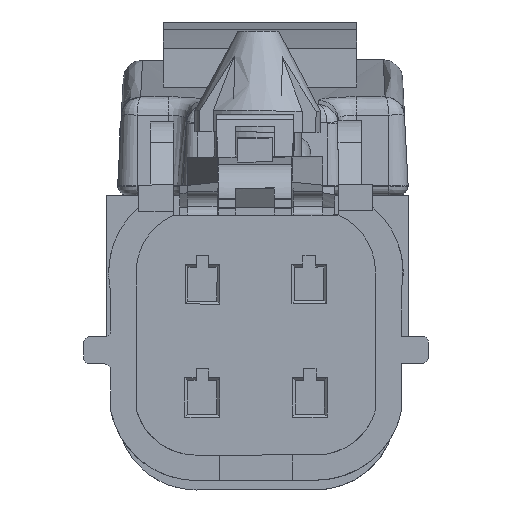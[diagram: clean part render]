
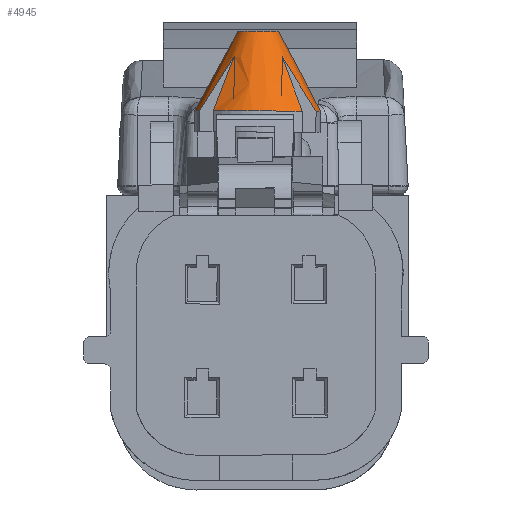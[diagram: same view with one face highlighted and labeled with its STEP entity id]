
A CAD part, left-side view. The second image highlights one B-rep face of the part: STEP entity #4945.
In plain terms, the highlighted conical face has half-angle 28.16 degrees and reference radius 1.05 mm.
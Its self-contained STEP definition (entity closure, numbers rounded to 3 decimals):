
#678 = AXIS2_PLACEMENT_3D ( 'NONE', #11376, #30399, #25638 ) ;
#820 = CARTESIAN_POINT ( 'NONE',  ( -1.237, 11.227, -1.574 ) ) ;
#1129 = CARTESIAN_POINT ( 'NONE',  ( -1.237, 10.377, -2.119 ) ) ;
#1205 = CARTESIAN_POINT ( 'NONE',  ( 0., 8.89, -3.25 ) ) ;
#1217 = VERTEX_POINT ( 'NONE', #22928 ) ;
#2088 = CARTESIAN_POINT ( 'NONE',  ( -1.237, 9.443, -2.685 ) ) ;
#2326 = FACE_OUTER_BOUND ( 'NONE', #5382, .T. ) ;
#2826 = CARTESIAN_POINT ( 'NONE',  ( 0., 13., -1.05 ) ) ;
#3000 = ORIENTED_EDGE ( 'NONE', *, *, #7038, .F. ) ;
#3115 = CARTESIAN_POINT ( 'NONE',  ( -1.237, 8.89, -3.005 ) ) ;
#3398 = VERTEX_POINT ( 'NONE', #5303 ) ;
#3437 = ORIENTED_EDGE ( 'NONE', *, *, #26996, .T. ) ;
#3521 = CARTESIAN_POINT ( 'NONE',  ( 0., 13., -1.05 ) ) ;
#3770 = CARTESIAN_POINT ( 'NONE',  ( -1.237, 9.949, 2.381 ) ) ;
#3830 = ORIENTED_EDGE ( 'NONE', *, *, #4322, .F. ) ;
#3983 = CARTESIAN_POINT ( 'NONE',  ( -1.237, 11.692, -1.237 ) ) ;
#4060 = DIRECTION ( 'NONE',  ( 0., 0., -1. ) ) ;
#4231 = VECTOR ( 'NONE', #17375, 1000. ) ;
#4295 = CARTESIAN_POINT ( 'NONE',  ( -1.237, 10.323, -2.152 ) ) ;
#4322 = EDGE_CURVE ( 'NONE', #16491, #1217, #25380, .T. ) ;
#4376 = VECTOR ( 'NONE', #22392, 1000. ) ;
#4945 = ADVANCED_FACE ( 'NONE', ( #2326 ), #23898, .T. ) ;
#5303 = CARTESIAN_POINT ( 'NONE',  ( -1.237, 8.89, 3.005 ) ) ;
#5382 = EDGE_LOOP ( 'NONE', ( #3830, #3437, #30760, #9684, #13954, #7759, #21893, #3000, #14920, #25893 ) ) ;
#5500 = LINE ( 'NONE', #2826, #4231 ) ;
#5523 = CARTESIAN_POINT ( 'NONE',  ( -1.237, 8.89, 3.005 ) ) ;
#5855 = CIRCLE ( 'NONE', #8887, 3.25 ) ;
#6216 = VECTOR ( 'NONE', #11275, 1000. ) ;
#6461 = CARTESIAN_POINT ( 'NONE',  ( -1.237, 10.291, 2.172 ) ) ;
#6998 = CARTESIAN_POINT ( 'NONE',  ( -1.237, 10.346, -2.138 ) ) ;
#7038 = EDGE_CURVE ( 'NONE', #12057, #14735, #14559, .T. ) ;
#7205 = CARTESIAN_POINT ( 'NONE',  ( 0., 13., 0. ) ) ;
#7526 = LINE ( 'NONE', #26994, #4376 ) ;
#7691 = DIRECTION ( 'NONE',  ( 0., 0., -1. ) ) ;
#7754 = B_SPLINE_CURVE_WITH_KNOTS ( 'NONE', 3,
 ( #3983, #22518, #820, #10489, #20143, #29811, #1129, #6998, #18859, #4295, #18544, #21389, #2088, #28213 ),
 .UNSPECIFIED., .F., .F.,
 ( 4, 1, 1, 1, 1, 1, 1, 2, 2, 4 ),
 ( 0., 0.25, 0.375, 0.437, 0.469, 0.484, 0.492, 0.496, 0.5, 1. ),
 .UNSPECIFIED. ) ;
#7759 = ORIENTED_EDGE ( 'NONE', *, *, #12165, .F. ) ;
#8534 = CARTESIAN_POINT ( 'NONE',  ( -1.237, 11.357, 1.491 ) ) ;
#8887 = AXIS2_PLACEMENT_3D ( 'NONE', #29890, #29584, #17540 ) ;
#8960 = EDGE_CURVE ( 'NONE', #3398, #12057, #29682, .T. ) ;
#9684 = ORIENTED_EDGE ( 'NONE', *, *, #21619, .F. ) ;
#10488 = VERTEX_POINT ( 'NONE', #25416 ) ;
#10489 = CARTESIAN_POINT ( 'NONE',  ( -1.237, 10.798, -1.854 ) ) ;
#11048 = CARTESIAN_POINT ( 'NONE',  ( -1.237, 9.551, 2.62 ) ) ;
#11275 = DIRECTION ( 'NONE',  ( 0., -0.882, 0.472 ) ) ;
#11376 = CARTESIAN_POINT ( 'NONE',  ( 0., 8.89, 0. ) ) ;
#12057 = VERTEX_POINT ( 'NONE', #16076 ) ;
#12165 = EDGE_CURVE ( 'NONE', #10488, #14103, #7526, .T. ) ;
#13711 = CARTESIAN_POINT ( 'NONE',  ( -1.237, 11.692, -1.237 ) ) ;
#13854 = EDGE_CURVE ( 'NONE', #19092, #29808, #5500, .T. ) ;
#13954 = ORIENTED_EDGE ( 'NONE', *, *, #30445, .F. ) ;
#14103 = VERTEX_POINT ( 'NONE', #13711 ) ;
#14346 = DIRECTION ( 'NONE',  ( 0., -1., 0. ) ) ;
#14559 = LINE ( 'NONE', #27337, #17558 ) ;
#14647 = CIRCLE ( 'NONE', #18685, 1.05 ) ;
#14735 = VERTEX_POINT ( 'NONE', #19949 ) ;
#14920 = ORIENTED_EDGE ( 'NONE', *, *, #8960, .F. ) ;
#16076 = CARTESIAN_POINT ( 'NONE',  ( -1.237, 11.692, 1.237 ) ) ;
#16491 = VERTEX_POINT ( 'NONE', #25449 ) ;
#17375 = DIRECTION ( 'NONE',  ( 0., -0.882, -0.472 ) ) ;
#17540 = DIRECTION ( 'NONE',  ( 0., 0., -1. ) ) ;
#17558 = VECTOR ( 'NONE', #24068, 1000. ) ;
#18335 = CARTESIAN_POINT ( 'NONE',  ( -1.237, 11.692, 1.237 ) ) ;
#18544 = CARTESIAN_POINT ( 'NONE',  ( -1.237, 10.317, -2.156 ) ) ;
#18685 = AXIS2_PLACEMENT_3D ( 'NONE', #7205, #19708, #26852 ) ;
#18859 = CARTESIAN_POINT ( 'NONE',  ( -1.237, 10.332, -2.147 ) ) ;
#19040 = AXIS2_PLACEMENT_3D ( 'NONE', #20841, #27978, #4060 ) ;
#19092 = VERTEX_POINT ( 'NONE', #3521 ) ;
#19708 = DIRECTION ( 'NONE',  ( 0., -1., 0. ) ) ;
#19949 = CARTESIAN_POINT ( 'NONE',  ( -2.298, 8.89, 2.298 ) ) ;
#20143 = CARTESIAN_POINT ( 'NONE',  ( -1.237, 10.563, -2.003 ) ) ;
#20559 = CARTESIAN_POINT ( 'NONE',  ( -1.237, 10.309, 2.161 ) ) ;
#20714 = CARTESIAN_POINT ( 'NONE',  ( -1.237, 10.135, 2.268 ) ) ;
#20841 = CARTESIAN_POINT ( 'NONE',  ( 0., 8.89, 0. ) ) ;
#21389 = CARTESIAN_POINT ( 'NONE',  ( -1.237, 9.917, -2.403 ) ) ;
#21429 = EDGE_CURVE ( 'NONE', #14735, #10488, #5855, .T. ) ;
#21619 = EDGE_CURVE ( 'NONE', #26743, #29808, #25097, .T. ) ;
#21893 = ORIENTED_EDGE ( 'NONE', *, *, #21429, .F. ) ;
#22392 = DIRECTION ( 'NONE',  ( 0.334, 0.882, 0.334 ) ) ;
#22518 = CARTESIAN_POINT ( 'NONE',  ( -1.237, 11.525, -1.364 ) ) ;
#22925 = CARTESIAN_POINT ( 'NONE',  ( -1.237, 10.307, 2.162 ) ) ;
#22928 = CARTESIAN_POINT ( 'NONE',  ( 0., 8.89, 3.25 ) ) ;
#23084 = CARTESIAN_POINT ( 'NONE',  ( -1.237, 10.301, 2.166 ) ) ;
#23164 = CARTESIAN_POINT ( 'NONE',  ( 0., 13., 1.05 ) ) ;
#23898 = CONICAL_SURFACE ( 'NONE', #27930, 1.05, 0.491 ) ;
#24068 = DIRECTION ( 'NONE',  ( -0.334, -0.882, 0.334 ) ) ;
#25097 = CIRCLE ( 'NONE', #19040, 3.25 ) ;
#25380 = LINE ( 'NONE', #23164, #6216 ) ;
#25416 = CARTESIAN_POINT ( 'NONE',  ( -2.298, 8.89, -2.298 ) ) ;
#25449 = CARTESIAN_POINT ( 'NONE',  ( 0., 13., 1.05 ) ) ;
#25619 = CARTESIAN_POINT ( 'NONE',  ( -1.237, 10.225, 2.213 ) ) ;
#25638 = DIRECTION ( 'NONE',  ( 0., 0., -1. ) ) ;
#25893 = ORIENTED_EDGE ( 'NONE', *, *, #30837, .F. ) ;
#26489 = CIRCLE ( 'NONE', #678, 3.25 ) ;
#26714 = CARTESIAN_POINT ( 'NONE',  ( 0., 13., 0. ) ) ;
#26743 = VERTEX_POINT ( 'NONE', #3115 ) ;
#26852 = DIRECTION ( 'NONE',  ( 0., 0., -1. ) ) ;
#26994 = CARTESIAN_POINT ( 'NONE',  ( 0., 14.961, 0. ) ) ;
#26996 = EDGE_CURVE ( 'NONE', #16491, #19092, #14647, .T. ) ;
#27337 = CARTESIAN_POINT ( 'NONE',  ( 0., 14.961, 0. ) ) ;
#27531 = CARTESIAN_POINT ( 'NONE',  ( -1.237, 10.897, 1.798 ) ) ;
#27697 = CARTESIAN_POINT ( 'NONE',  ( -1.237, 10.27, 2.185 ) ) ;
#27930 = AXIS2_PLACEMENT_3D ( 'NONE', #26714, #14346, #7691 ) ;
#27978 = DIRECTION ( 'NONE',  ( 0., -1., 0. ) ) ;
#28213 = CARTESIAN_POINT ( 'NONE',  ( -1.237, 8.89, -3.005 ) ) ;
#29584 = DIRECTION ( 'NONE',  ( 0., -1., 0. ) ) ;
#29682 = B_SPLINE_CURVE_WITH_KNOTS ( 'NONE', 3,
 ( #5523, #29908, #11048, #3770, #20714, #25619, #27697, #6461, #23084, #22925, #20559, #27531, #8534, #18335 ),
 .UNSPECIFIED., .F., .F.,
 ( 4, 1, 1, 1, 1, 1, 1, 2, 2, 4 ),
 ( 0., 0.25, 0.375, 0.438, 0.469, 0.484, 0.492, 0.496, 0.5, 1. ),
 .UNSPECIFIED. ) ;
#29808 = VERTEX_POINT ( 'NONE', #1205 ) ;
#29811 = CARTESIAN_POINT ( 'NONE',  ( -1.237, 10.44, -2.08 ) ) ;
#29890 = CARTESIAN_POINT ( 'NONE',  ( 0., 8.89, 0. ) ) ;
#29908 = CARTESIAN_POINT ( 'NONE',  ( -1.237, 9.166, 2.845 ) ) ;
#30399 = DIRECTION ( 'NONE',  ( 0., -1., 0. ) ) ;
#30445 = EDGE_CURVE ( 'NONE', #14103, #26743, #7754, .T. ) ;
#30760 = ORIENTED_EDGE ( 'NONE', *, *, #13854, .T. ) ;
#30837 = EDGE_CURVE ( 'NONE', #1217, #3398, #26489, .T. ) ;
